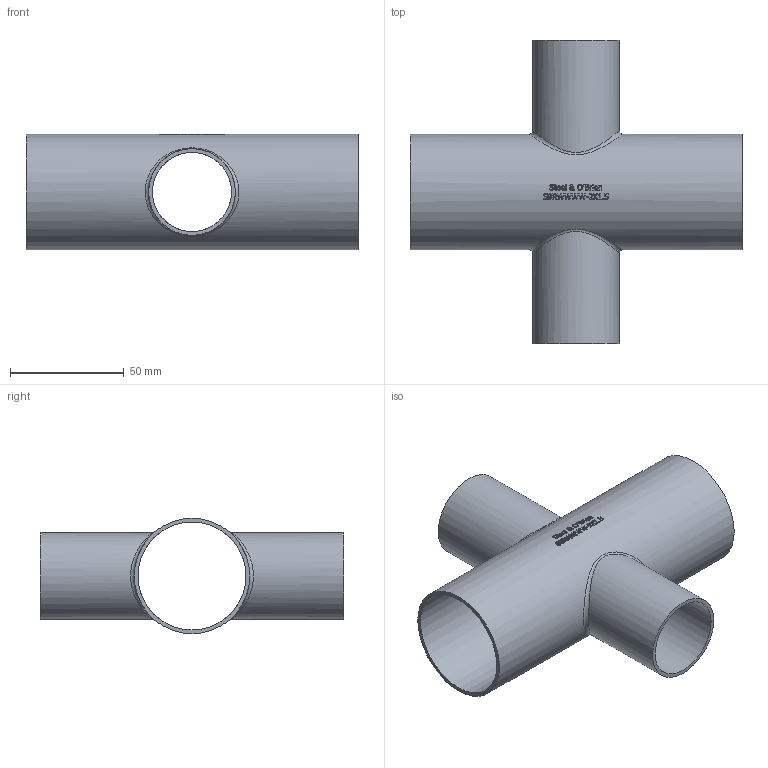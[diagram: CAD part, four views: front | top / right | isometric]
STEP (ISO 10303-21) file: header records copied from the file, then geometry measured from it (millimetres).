
FILE_DESCRIPTION(/* description */ (''),/* implementation_level */ '2;1');
FILE_NAME(/* name */ 'S9RWWWW-2X1.5.stp',/* time_stamp */ '2018-11-30T11:05:34-05:00',/* author */ ('rick'),/* organization */ (''),/* preprocessor_version */ 'ST-DEVELOPER v15.2',/* originating_system */ 'Autodesk Inventor 2014',/* authorisation */ '');
FILE_SCHEMA (('AUTOMOTIVE_DESIGN { 1 0 10303 214 3 1 1 }'));
Length unit declared in the file: inch
Products named in the file (1): S9RWWWW-2X1.5
Bounding box: 146.05 x 133.35 x 50.8 mm (x, y, z)
Volume: 50891.4 mm3; surface area: 62431.3 mm2
Topology: 1 solids, 1 shells, 427 faces, 1163 edges, 776 vertices
Faces by surface type: plane 196, bspline 188, cylinder 43
Full cylindrical faces by diameter (mm): 34.798 x2, 38.1 x2, 47.498 x1, 50.8 x1
Entity records: 17514 total; most frequent: CARTESIAN_POINT 7786, ORIENTED_EDGE 2300, DIRECTION 1472, EDGE_CURVE 1150, VERTEX_POINT 770, LINE 552, VECTOR 552, EDGE_LOOP 478
